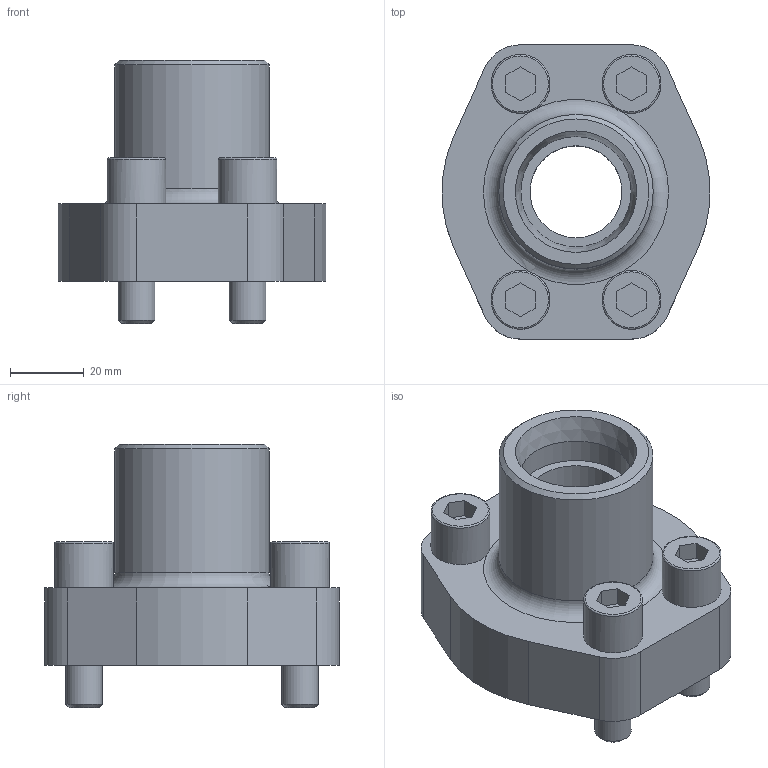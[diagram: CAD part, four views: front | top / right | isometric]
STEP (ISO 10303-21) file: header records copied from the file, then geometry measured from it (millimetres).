
FILE_DESCRIPTION(/* description */ ('STEP AP203'),/* implementation_level */ '2;1');
FILE_NAME(/* name */ 'SAE-Flange AFM 32-3-30-01',/* time_stamp */ '2023-05-31T16:07:42+02:00',/* author */ ('License CC BY-ND 4.0'),/* organization */ ('CADENAS'),/* preprocessor_version */ 'ST-DEVELOPER v19.3',/* originating_system */ 'PARTsolutions',/* authorisation */ ' ');
FILE_SCHEMA (('CONFIG_CONTROL_DESIGN'));
Length unit declared in the file: millimetre
Products named in the file (1): SAE-Flansch AFM 32-3-30-01
Bounding box: 72.74 x 80 x 71.5 mm (x, y, z)
Volume: 133502.5 mm3; surface area: 35370.4 mm2
Topology: 1 solids, 3 shells, 101 faces, 221 edges, 143 vertices
Faces by surface type: plane 57, cylinder 29, torus 8, cone 7
Full cylindrical faces by diameter (mm): 10 x4, 10.2 x4, 11 x4, 16 x4, 25 x1, 30 x1, 37.89 x2, 42 x1, 44.55 x2
Entity records: 3291 total; most frequent: CARTESIAN_POINT 468, DIRECTION 450, ORIENTED_EDGE 350, AXIS2_PLACEMENT_3D 177, EDGE_CURVE 175, EDGE_LOOP 162, FACE_BOUND 162, VERTEX_POINT 135
